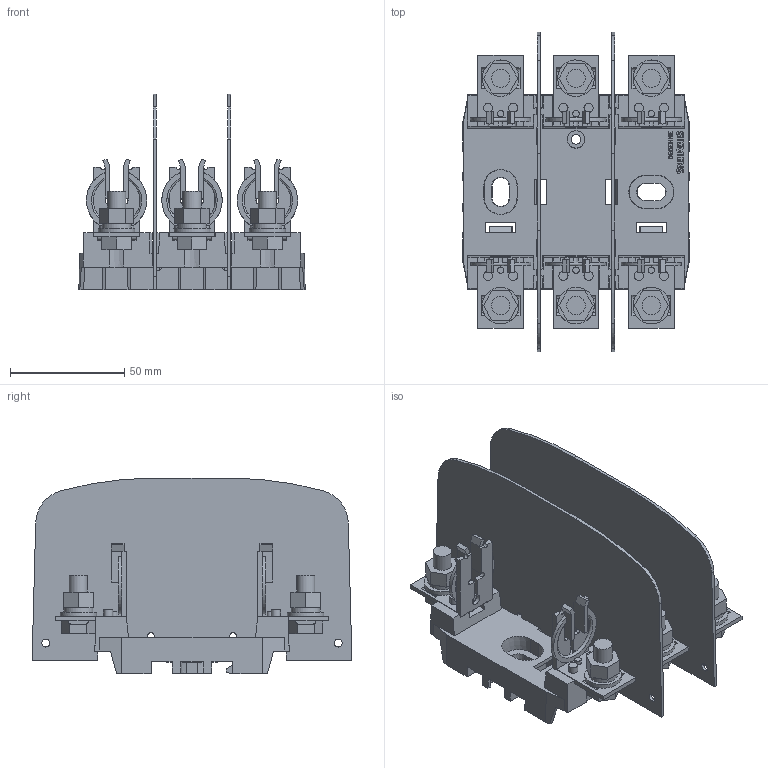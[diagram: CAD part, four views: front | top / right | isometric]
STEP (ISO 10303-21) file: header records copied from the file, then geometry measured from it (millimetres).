
FILE_DESCRIPTION(/* description */ (''),/* implementation_level */ '2;1');
FILE_NAME(/* name */ '3NH2030_000154710V.stp',/* time_stamp */ '2024-10-07T12:06:37+02:00',/* author */ (''),/* organization */ (''),/* preprocessor_version */ 'ST-DEVELOPER v18.101',/* originating_system */ 'SIEMENS PLM Software NX 2007',/* authorisation */ '');
FILE_SCHEMA (('AUTOMOTIVE_DESIGN { 1 0 10303 214 3 1 1 1 }'));
Products named in the file (1): 3NH2030_000154710V
Bounding box: 99 x 140 x 85.7 mm (x, y, z)
Volume: 105738.3 mm3; surface area: 118643.4 mm2
Topology: 1 solids, 13 shells, 1922 faces, 5368 edges, 3491 vertices
Faces by surface type: plane 1564, cylinder 179, cone 131, extrusion 26, torus 18, bspline 4
Full cylindrical faces by diameter (mm): 1.5 x6, 2.6 x6, 2.8 x6, 3.5 x4, 4 x24, 4.6 x3, 8 x6, 12.7 x6, 16 x6
Entity records: 67643 total; most frequent: CARTESIAN_POINT 12892, ORIENTED_EDGE 10388, DIRECTION 9593, EDGE_CURVE 5194, VECTOR 3999, LINE 3973, VERTEX_POINT 3420, AXIS2_PLACEMENT_3D 2797
